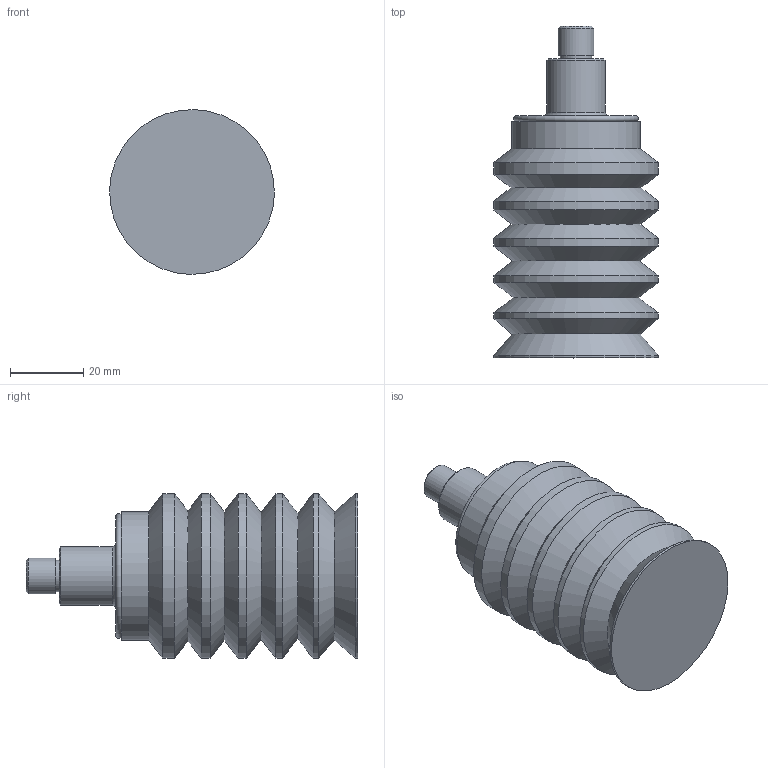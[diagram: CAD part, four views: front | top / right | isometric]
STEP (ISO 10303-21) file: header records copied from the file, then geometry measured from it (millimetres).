
FILE_DESCRIPTION(/* description */ (''),/* implementation_level */ '2;1');
FILE_NAME(/* name */ 'vf45-5sb_rac20r1-8m.stp',/* time_stamp */ '2020-07-14T10:49:13+02:00',/* author */ ('enginyeria'),/* organization */ (''),/* preprocessor_version */ 'ST-DEVELOPER v17',/* originating_system */ 'Autodesk Inventor 2019',/* authorisation */ '');
FILE_SCHEMA (('CONFIG_CONTROL_DESIGN'));
Length unit declared in the file: millimetre
Products named in the file (1): Pieza51
Bounding box: 44.99 x 90.6 x 44.99 mm (x, y, z)
Volume: 85859.2 mm3; surface area: 16616.1 mm2
Topology: 1 solids, 2 shells, 37 faces, 99 edges, 70 vertices
Faces by surface type: cone 15, cylinder 12, plane 8, torus 2
Full cylindrical faces by diameter (mm): 3.5 x1, 8.566 x1, 9.728 x1, 16 x1, 22.5 x1, 35 x1, 45 x6
Entity records: 1303 total; most frequent: DIRECTION 245, CARTESIAN_POINT 206, ORIENTED_EDGE 196, AXIS2_PLACEMENT_3D 109, EDGE_CURVE 98, CIRCLE 71, VERTEX_POINT 70, EDGE_LOOP 42
